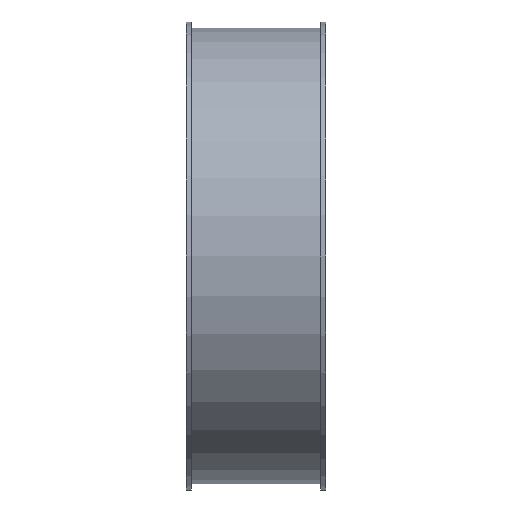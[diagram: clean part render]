
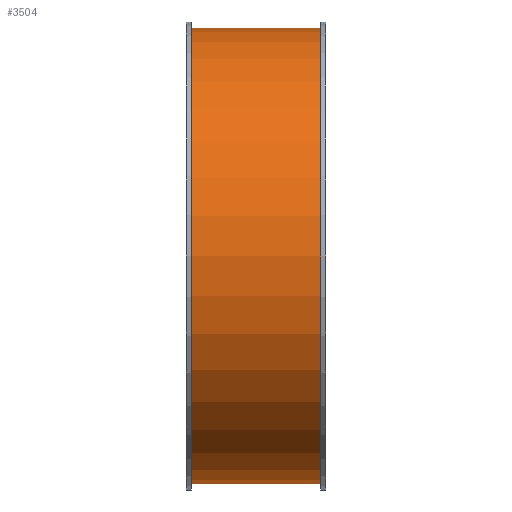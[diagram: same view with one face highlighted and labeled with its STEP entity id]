
A CAD part, left-side view. The second image highlights one B-rep face of the part: STEP entity #3504.
In plain terms, the highlighted cylindrical face has radius 45.72 mm (diameter 91.44 mm), a partial arc.
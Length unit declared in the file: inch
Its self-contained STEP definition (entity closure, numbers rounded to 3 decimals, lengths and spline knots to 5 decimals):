
#272 = EDGE_LOOP ( 'NONE', ( #1195, #1194, #1193, #1191 ) ) ;
#1191 = ORIENTED_EDGE ( 'NONE', *, *, #5354, .F. ) ;
#1193 = ORIENTED_EDGE ( 'NONE', *, *, #5202, .T. ) ;
#1194 = ORIENTED_EDGE ( 'NONE', *, *, #5392, .T. ) ;
#1195 = ORIENTED_EDGE ( 'NONE', *, *, #5207, .F. ) ;
#1580 = CARTESIAN_POINT ( 'NONE',  ( 0., 1.06, -1.8 ) ) ;
#1652 = CARTESIAN_POINT ( 'NONE',  ( 0., 0.04, 1.8 ) ) ;
#1741 = CARTESIAN_POINT ( 'NONE',  ( 0., 1.06, 1.8 ) ) ;
#1779 = CARTESIAN_POINT ( 'NONE',  ( 0., 0.04, -1.8 ) ) ;
#2118 = AXIS2_PLACEMENT_3D ( 'NONE', #3823, #3811, #3812 ) ;
#2282 = AXIS2_PLACEMENT_3D ( 'NONE', #6161, #6152, #6151 ) ;
#2331 = AXIS2_PLACEMENT_3D ( 'NONE', #6052, #6045, #6044 ) ;
#2522 = FACE_OUTER_BOUND ( 'NONE', #272, .T. ) ;
#2530 = CYLINDRICAL_SURFACE ( 'NONE', #2118, 1.8 ) ;
#3253 = CIRCLE ( 'NONE', #2331, 1.8 ) ;
#3298 = CIRCLE ( 'NONE', #2282, 1.8 ) ;
#3336 = LINE ( 'NONE', #4846, #3339 ) ;
#3339 = VECTOR ( 'NONE', #4845, 39.37008 ) ;
#3342 = VECTOR ( 'NONE', #4871, 39.37008 ) ;
#3347 = LINE ( 'NONE', #4872, #3342 ) ;
#3504 = ADVANCED_FACE ( 'NONE', ( #2522 ), #2530, .T. ) ;
#3811 = DIRECTION ( 'NONE',  ( 0., -1., 0. ) ) ;
#3812 = DIRECTION ( 'NONE',  ( 0., 0., -1. ) ) ;
#3823 = CARTESIAN_POINT ( 'NONE',  ( 0., 0., 0. ) ) ;
#4503 = VERTEX_POINT ( 'NONE', #1741 ) ;
#4518 = VERTEX_POINT ( 'NONE', #1652 ) ;
#4523 = VERTEX_POINT ( 'NONE', #1779 ) ;
#4628 = VERTEX_POINT ( 'NONE', #1580 ) ;
#4845 = DIRECTION ( 'NONE',  ( 0., -1., 0. ) ) ;
#4846 = CARTESIAN_POINT ( 'NONE',  ( 0., 0., 1.8 ) ) ;
#4871 = DIRECTION ( 'NONE',  ( 0., -1., 0. ) ) ;
#4872 = CARTESIAN_POINT ( 'NONE',  ( 0., 0., -1.8 ) ) ;
#5202 = EDGE_CURVE ( 'NONE', #4628, #4523, #3347, .T. ) ;
#5207 = EDGE_CURVE ( 'NONE', #4503, #4518, #3336, .T. ) ;
#5354 = EDGE_CURVE ( 'NONE', #4518, #4523, #3298, .T. ) ;
#5392 = EDGE_CURVE ( 'NONE', #4503, #4628, #3253, .T. ) ;
#6044 = DIRECTION ( 'NONE',  ( 0., 0., -1. ) ) ;
#6045 = DIRECTION ( 'NONE',  ( 0., -1., 0. ) ) ;
#6052 = CARTESIAN_POINT ( 'NONE',  ( 0., 1.06, 0. ) ) ;
#6151 = DIRECTION ( 'NONE',  ( 0., 0., -1. ) ) ;
#6152 = DIRECTION ( 'NONE',  ( 0., -1., 0. ) ) ;
#6161 = CARTESIAN_POINT ( 'NONE',  ( 0., 0.04, 0. ) ) ;
